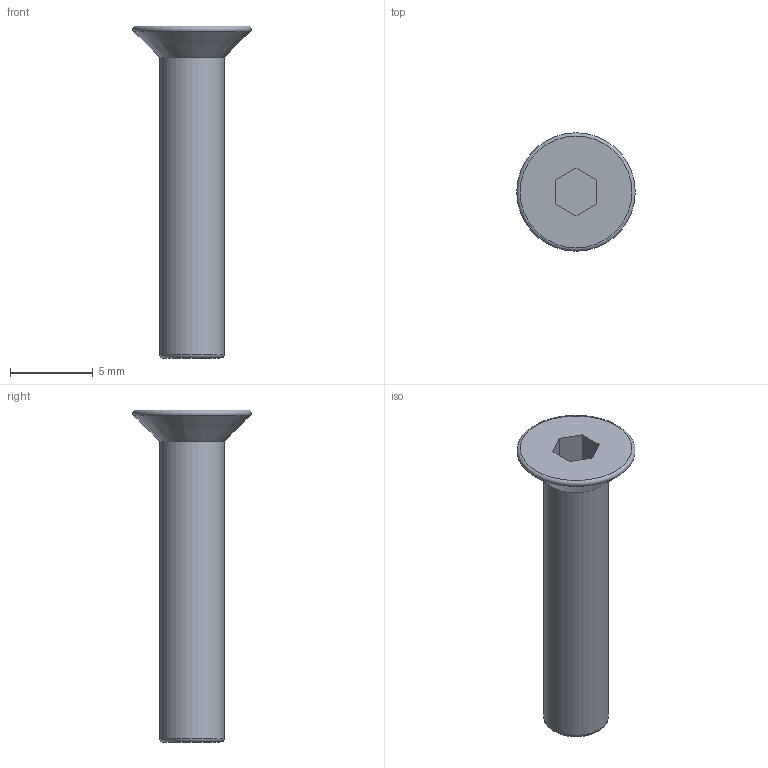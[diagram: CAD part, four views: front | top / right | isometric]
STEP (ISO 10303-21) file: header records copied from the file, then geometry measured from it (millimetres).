
FILE_DESCRIPTION(('FreeCAD Model'),'2;1');
FILE_NAME('M4x20_hex.step','2021-03-24T11:13:05',('Author'),(''), 'Open CASCADE STEP processor 7.3','FreeCAD','Unknown');
FILE_SCHEMA(('AUTOMOTIVE_DESIGN { 1 0 10303 214 1 1 1 1 }'));
Length unit declared in the file: millimetre
Products named in the file (1): M4x20_hex
Bounding box: 7.13 x 7.13 x 20 mm (x, y, z)
Volume: 253.5 mm3; surface area: 338.1 mm2
Topology: 1 solids, 1 shells, 13 faces, 27 edges, 17 vertices
Faces by surface type: plane 9, torus 2, cone 1, cylinder 1
Full cylindrical faces by diameter (mm): 3.9 x1
Entity records: 716 total; most frequent: DIRECTION 116, CARTESIAN_POINT 112, LINE 72, VECTOR 72, ORIENTED_EDGE 54, PCURVE 54, DEFINITIONAL_REPRESENTATION 54, EDGE_CURVE 27
